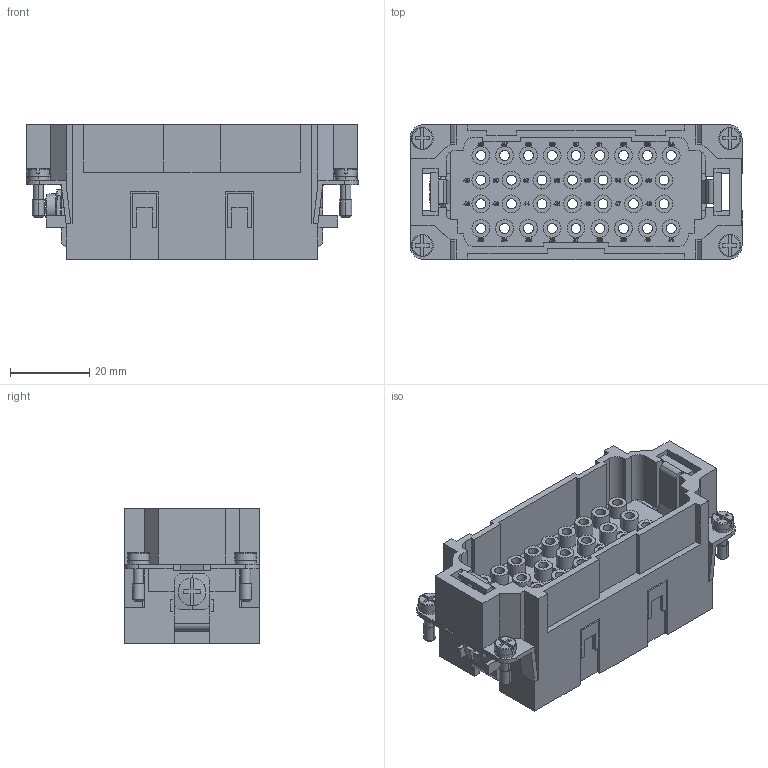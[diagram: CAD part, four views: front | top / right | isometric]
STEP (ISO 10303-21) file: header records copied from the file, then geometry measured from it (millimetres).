
FILE_DESCRIPTION((''),'2;1');
FILE_NAME('CQEM 32 N.stp','2006-11-28T17:35:24',('gembarski'),(''),'Autodesk Inventor 7','Autodesk Inventor 7','');
FILE_SCHEMA(('AUTOMOTIVE_DESIGN { 1 0 10303 214 1 1 1 1 }'));
Length unit declared in the file: millimetre
Products named in the file (1): CQEM 32 N
Bounding box: 83.7 x 34 x 34.01 mm (x, y, z)
Volume: 39139.2 mm3; surface area: 32021.4 mm2
Topology: 1 solids, 1 shells, 2923 faces, 7841 edges, 5211 vertices
Faces by surface type: bspline 1325, plane 1321, cylinder 261, torus 8, sphere 4, cone 4
Entity records: 97291 total; most frequent: CARTESIAN_POINT 31546, ORIENTED_EDGE 15688, DIRECTION 9555, EDGE_CURVE 7844, VERTEX_POINT 5211, VECTOR 4899, LINE 4899, EDGE_LOOP 3285
